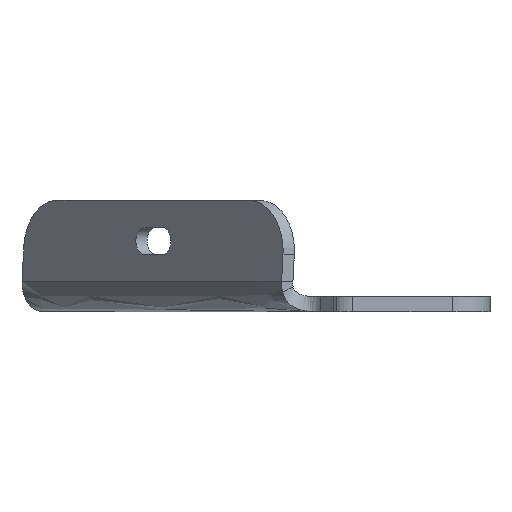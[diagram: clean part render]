
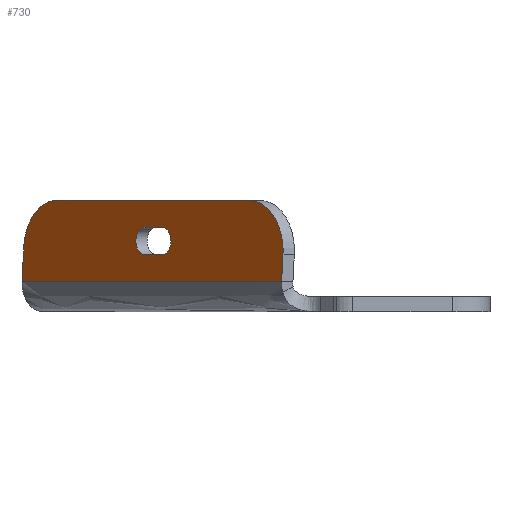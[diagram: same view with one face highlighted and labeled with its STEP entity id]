
A CAD part, left-side view. The second image highlights one B-rep face of the part: STEP entity #730.
In plain terms, the highlighted free-form (B-spline) face has degree [1, 1] with [2, 2] control points.
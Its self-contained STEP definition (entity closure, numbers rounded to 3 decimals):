
#3 = EDGE_CURVE ( 'NONE', #178, #1293, #412, .T. ) ;
#10 =( BOUNDED_CURVE ( )  B_SPLINE_CURVE ( 3, ( #300, #990, #80, #1095 ),
 .UNSPECIFIED., .F., .T. ) 
 B_SPLINE_CURVE_WITH_KNOTS ( ( 4, 4 ),
 ( -1.571, 0. ),
 .UNSPECIFIED. ) 
 CURVE ( )  GEOMETRIC_REPRESENTATION_ITEM ( )  RATIONAL_B_SPLINE_CURVE ( ( 1., 0.805, 0.805, 1. ) ) 
 REPRESENTATION_ITEM ( '' )  );
#56 = VERTEX_POINT ( 'NONE', #735 ) ;
#67 = EDGE_CURVE ( 'NONE', #465, #1293, #989, .T. ) ;
#80 = CARTESIAN_POINT ( 'NONE',  ( 1834.416, 1113.595, 24.879 ) ) ;
#95 = CARTESIAN_POINT ( 'NONE',  ( 1841.039, 1119.441, 22.601 ) ) ;
#106 = ORIENTED_EDGE ( 'NONE', *, *, #242, .F. ) ;
#126 = ORIENTED_EDGE ( 'NONE', *, *, #679, .F. ) ;
#133 = CARTESIAN_POINT ( 'NONE',  ( 1846.037, 1123.852, 22.601 ) ) ;
#138 = CARTESIAN_POINT ( 'NONE',  ( 1783.241, 1068.426, 34.956 ) ) ;
#149 = EDGE_CURVE ( 'NONE', #899, #706, #971, .T. ) ;
#152 = EDGE_LOOP ( 'NONE', ( #106, #619, #305, #1079, #126, #753 ) ) ;
#162 = EDGE_CURVE ( 'NONE', #613, #56, #780, .T. ) ;
#178 = VERTEX_POINT ( 'NONE', #387 ) ;
#188 = B_SPLINE_CURVE_WITH_KNOTS ( 'NONE', 1,
 ( #812, #1256 ),
 .UNSPECIFIED., .F., .F.,
 ( 2, 2 ),
 ( 0., 1. ),
 .UNSPECIFIED. ) ;
#191 = B_SPLINE_CURVE_WITH_KNOTS ( 'NONE', 1,
 ( #496, #1109 ),
 .UNSPECIFIED., .F., .F.,
 ( 2, 2 ),
 ( -1., 0. ),
 .UNSPECIFIED. ) ;
#194 = ORIENTED_EDGE ( 'NONE', *, *, #162, .F. ) ;
#213 = EDGE_LOOP ( 'NONE', ( #726, #445, #471, #1159, #194 ) ) ;
#242 = EDGE_CURVE ( 'NONE', #1070, #528, #1107, .T. ) ;
#300 = CARTESIAN_POINT ( 'NONE',  ( 1838.54, 1117.235, 22.601 ) ) ;
#305 = ORIENTED_EDGE ( 'NONE', *, *, #149, .F. ) ;
#346 = CARTESIAN_POINT ( 'NONE',  ( 1893.947, 1166.14, 44.233 ) ) ;
#387 = CARTESIAN_POINT ( 'NONE',  ( 1834.416, 1113.595, 28.101 ) ) ;
#398 = CARTESIAN_POINT ( 'NONE',  ( 1900.634, 1172.042, 25.709 ) ) ;
#405 = CARTESIAN_POINT ( 'NONE',  ( 1784.595, 1069.621, 12. ) ) ;
#409 = CARTESIAN_POINT ( 'NONE',  ( 1850.338, 1127.649, -66.346 ) ) ;
#412 =( BOUNDED_CURVE ( )  B_SPLINE_CURVE ( 3, ( #1083, #572, #741, #1304 ),
 .UNSPECIFIED., .F., .T. ) 
 B_SPLINE_CURVE_WITH_KNOTS ( ( 4, 4 ),
 ( -1.571, 0. ),
 .UNSPECIFIED. ) 
 CURVE ( )  GEOMETRIC_REPRESENTATION_ITEM ( )  RATIONAL_B_SPLINE_CURVE ( ( 1., 0.805, 0.805, 1. ) ) 
 REPRESENTATION_ITEM ( '' )  );
#425 = CARTESIAN_POINT ( 'NONE',  ( 1798.91, 1082.256, 44.112 ) ) ;
#439 = EDGE_CURVE ( 'NONE', #528, #1056, #191, .T. ) ;
#445 = ORIENTED_EDGE ( 'NONE', *, *, #67, .T. ) ;
#457 = VERTEX_POINT ( 'NONE', #398 ) ;
#465 = VERTEX_POINT ( 'NONE', #813 ) ;
#471 = ORIENTED_EDGE ( 'NONE', *, *, #3, .F. ) ;
#486 = EDGE_CURVE ( 'NONE', #56, #178, #10, .T. ) ;
#496 = CARTESIAN_POINT ( 'NONE',  ( 1784.595, 1069.621, 12. ) ) ;
#528 = VERTEX_POINT ( 'NONE', #1344 ) ;
#550 = CARTESIAN_POINT ( 'NONE',  ( 1854.284, 1131.132, 33.601 ) ) ;
#560 = CARTESIAN_POINT ( 'NONE',  ( 1900.634, 1172.042, 25.709 ) ) ;
#572 = CARTESIAN_POINT ( 'NONE',  ( 1834.416, 1113.595, 31.323 ) ) ;
#598 = CARTESIAN_POINT ( 'NONE',  ( 1798.91, 1082.256, 44.112 ) ) ;
#606 =( BOUNDED_CURVE ( )  B_SPLINE_CURVE ( 3, ( #856, #550, #651, #133 ),
 .UNSPECIFIED., .F., .T. ) 
 B_SPLINE_CURVE_WITH_KNOTS ( ( 4, 4 ),
 ( -3.142, 0. ),
 .UNSPECIFIED. ) 
 CURVE ( )  GEOMETRIC_REPRESENTATION_ITEM ( )  RATIONAL_B_SPLINE_CURVE ( ( 1., 0.333, 0.333, 1. ) ) 
 REPRESENTATION_ITEM ( '' )  );
#613 = VERTEX_POINT ( 'NONE', #738 ) ;
#619 = ORIENTED_EDGE ( 'NONE', *, *, #1207, .F. ) ;
#651 = CARTESIAN_POINT ( 'NONE',  ( 1854.284, 1131.132, 22.601 ) ) ;
#654 =( BOUNDED_CURVE ( )  B_SPLINE_CURVE ( 3, ( #560, #750, #346, #1062 ),
 .UNSPECIFIED., .F., .T. ) 
 B_SPLINE_CURVE_WITH_KNOTS ( ( 4, 4 ),
 ( -1.497, 0. ),
 .UNSPECIFIED. ) 
 CURVE ( )  GEOMETRIC_REPRESENTATION_ITEM ( )  RATIONAL_B_SPLINE_CURVE ( ( 1., 0.822, 0.822, 1. ) ) 
 REPRESENTATION_ITEM ( '' )  );
#679 = EDGE_CURVE ( 'NONE', #1056, #457, #188, .T. ) ;
#706 = VERTEX_POINT ( 'NONE', #1249 ) ;
#726 = ORIENTED_EDGE ( 'NONE', *, *, #826, .F. ) ;
#727 = FACE_BOUND ( 'NONE', #213, .T. ) ;
#730 = ADVANCED_FACE ( 'NONE', ( #727, #1128 ), #1071, .F. ) ;
#735 = CARTESIAN_POINT ( 'NONE',  ( 1838.54, 1117.235, 22.601 ) ) ;
#738 = CARTESIAN_POINT ( 'NONE',  ( 1846.037, 1123.852, 22.601 ) ) ;
#741 = CARTESIAN_POINT ( 'NONE',  ( 1836.124, 1115.103, 33.601 ) ) ;
#750 = CARTESIAN_POINT ( 'NONE',  ( 1900.019, 1171.499, 36.723 ) ) ;
#753 = ORIENTED_EDGE ( 'NONE', *, *, #439, .F. ) ;
#756 = CARTESIAN_POINT ( 'NONE',  ( 1885.667, 1158.831, 44.222 ) ) ;
#780 = B_SPLINE_CURVE_WITH_KNOTS ( 'NONE', 3,
 ( #1026, #789, #95, #887 ),
 .UNSPECIFIED., .F., .F.,
 ( 4, 4 ),
 ( 0., 1. ),
 .UNSPECIFIED. ) ;
#782 = CARTESIAN_POINT ( 'NONE',  ( 1846.037, 1123.852, 33.601 ) ) ;
#789 = CARTESIAN_POINT ( 'NONE',  ( 1843.538, 1121.647, 22.601 ) ) ;
#812 = CARTESIAN_POINT ( 'NONE',  ( 1901.4, 1172.718, 12. ) ) ;
#813 = CARTESIAN_POINT ( 'NONE',  ( 1846.037, 1123.852, 33.601 ) ) ;
#815 = EDGE_CURVE ( 'NONE', #457, #899, #654, .T. ) ;
#826 = EDGE_CURVE ( 'NONE', #465, #613, #606, .T. ) ;
#856 = CARTESIAN_POINT ( 'NONE',  ( 1846.037, 1123.852, 33.601 ) ) ;
#887 = CARTESIAN_POINT ( 'NONE',  ( 1838.54, 1117.235, 22.601 ) ) ;
#899 = VERTEX_POINT ( 'NONE', #756 ) ;
#971 = B_SPLINE_CURVE_WITH_KNOTS ( 'NONE', 1,
 ( #1047, #598 ),
 .UNSPECIFIED., .F., .F.,
 ( 2, 2 ),
 ( 0., 1. ),
 .UNSPECIFIED. ) ;
#989 = B_SPLINE_CURVE_WITH_KNOTS ( 'NONE', 3,
 ( #782, #1203, #1198, #1054 ),
 .UNSPECIFIED., .F., .F.,
 ( 4, 4 ),
 ( 0., 1. ),
 .UNSPECIFIED. ) ;
#990 = CARTESIAN_POINT ( 'NONE',  ( 1836.124, 1115.103, 22.601 ) ) ;
#1007 = CARTESIAN_POINT ( 'NONE',  ( 1783.973, 1069.072, 22.544 ) ) ;
#1022 = CARTESIAN_POINT ( 'NONE',  ( 1835.548, 1114.594, 110.867 ) ) ;
#1026 = CARTESIAN_POINT ( 'NONE',  ( 1846.037, 1123.852, 22.601 ) ) ;
#1047 = CARTESIAN_POINT ( 'NONE',  ( 1885.667, 1158.831, 44.222 ) ) ;
#1054 = CARTESIAN_POINT ( 'NONE',  ( 1838.54, 1117.235, 33.601 ) ) ;
#1056 = VERTEX_POINT ( 'NONE', #1300 ) ;
#1062 = CARTESIAN_POINT ( 'NONE',  ( 1885.667, 1158.831, 44.222 ) ) ;
#1070 = VERTEX_POINT ( 'NONE', #1007 ) ;
#1071 = B_SPLINE_SURFACE_WITH_KNOTS ( 'NONE', 1, 1, ( 
 ( #1343, #409 ),
 ( #1022, #1148 ) ),
 .UNSPECIFIED., .F., .F., .F.,
 ( 2, 2 ),
 ( 2, 2 ),
 ( 0., 1. ),
 ( 0., 1. ),
 .UNSPECIFIED. ) ;
#1077 = CARTESIAN_POINT ( 'NONE',  ( 1783.973, 1069.072, 22.544 ) ) ;
#1079 = ORIENTED_EDGE ( 'NONE', *, *, #815, .F. ) ;
#1083 = CARTESIAN_POINT ( 'NONE',  ( 1834.416, 1113.595, 28.101 ) ) ;
#1095 = CARTESIAN_POINT ( 'NONE',  ( 1834.416, 1113.595, 28.101 ) ) ;
#1107 = B_SPLINE_CURVE_WITH_KNOTS ( 'NONE', 1,
 ( #1345, #405 ),
 .UNSPECIFIED., .F., .F.,
 ( 2, 2 ),
 ( 0., 1. ),
 .UNSPECIFIED. ) ;
#1109 = CARTESIAN_POINT ( 'NONE',  ( 1901.4, 1172.718, 12. ) ) ;
#1128 = FACE_OUTER_BOUND ( 'NONE', #152, .T. ) ;
#1148 = CARTESIAN_POINT ( 'NONE',  ( 1776.108, 1062.13, 21.044 ) ) ;
#1159 = ORIENTED_EDGE ( 'NONE', *, *, #486, .F. ) ;
#1176 = CARTESIAN_POINT ( 'NONE',  ( 1838.54, 1117.235, 33.601 ) ) ;
#1198 = CARTESIAN_POINT ( 'NONE',  ( 1841.039, 1119.441, 33.601 ) ) ;
#1203 = CARTESIAN_POINT ( 'NONE',  ( 1843.538, 1121.647, 33.601 ) ) ;
#1207 = EDGE_CURVE ( 'NONE', #706, #1070, #1222, .T. ) ;
#1222 =( BOUNDED_CURVE ( )  B_SPLINE_CURVE ( 3, ( #425, #1290, #138, #1077 ),
 .UNSPECIFIED., .F., .T. ) 
 B_SPLINE_CURVE_WITH_KNOTS ( ( 4, 4 ),
 ( -1.649, 0. ),
 .UNSPECIFIED. ) 
 CURVE ( )  GEOMETRIC_REPRESENTATION_ITEM ( )  RATIONAL_B_SPLINE_CURVE ( ( 1., 0.786, 0.786, 1. ) ) 
 REPRESENTATION_ITEM ( '' )  );
#1249 = CARTESIAN_POINT ( 'NONE',  ( 1798.91, 1082.256, 44.112 ) ) ;
#1256 = CARTESIAN_POINT ( 'NONE',  ( 1900.634, 1172.042, 25.709 ) ) ;
#1290 = CARTESIAN_POINT ( 'NONE',  ( 1789.575, 1074.017, 44.102 ) ) ;
#1293 = VERTEX_POINT ( 'NONE', #1176 ) ;
#1300 = CARTESIAN_POINT ( 'NONE',  ( 1901.4, 1172.718, 12. ) ) ;
#1304 = CARTESIAN_POINT ( 'NONE',  ( 1838.54, 1117.235, 33.601 ) ) ;
#1343 = CARTESIAN_POINT ( 'NONE',  ( 1909.778, 1180.113, 23.477 ) ) ;
#1344 = CARTESIAN_POINT ( 'NONE',  ( 1784.595, 1069.621, 12. ) ) ;
#1345 = CARTESIAN_POINT ( 'NONE',  ( 1783.973, 1069.072, 22.544 ) ) ;
